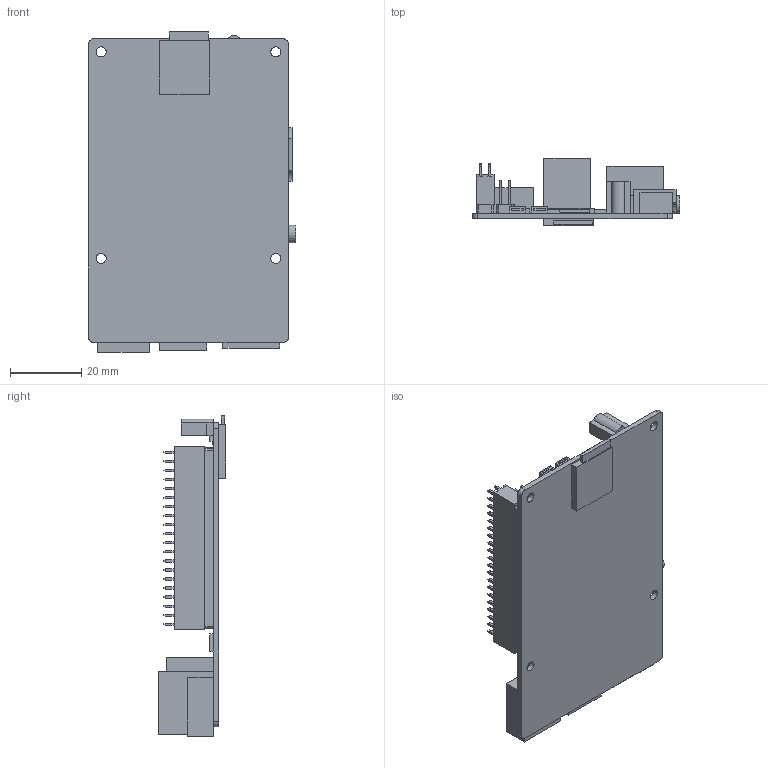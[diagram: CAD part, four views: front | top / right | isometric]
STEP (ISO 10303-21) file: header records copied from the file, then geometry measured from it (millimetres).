
FILE_DESCRIPTION(/* description */ (''),/* implementation_level */ '2;1');
FILE_NAME(/* name */ 'Rock64.step',/* time_stamp */ '2019-07-22T13:01:57+01:00',/* author */ (''),/* organization */ (''),/* preprocessor_version */ 'ST-DEVELOPER v18',/* originating_system */ 'Autodesk Translation Framework v8.2.0.1029',/* authorisation */ '');
FILE_SCHEMA (('AUTOMOTIVE_DESIGN { 1 0 10303 214 3 1 1 }'));
Length unit declared in the file: millimetre
Products named in the file (2): Rock64; 40 pin Header
Assembly tree (1 placements, depth 2):
  Rock64
    40 pin Header
Bounding box: 58.15 x 19 x 89.95 mm (x, y, z)
Volume: 19534.6 mm3; surface area: 22974.7 mm2
Topology: 7 solids, 7 shells, 1566 faces, 3979 edges, 2596 vertices
Faces by surface type: plane 1469, cylinder 97
Full cylindrical faces by diameter (mm): 1 x1, 2.8 x4, 3.5 x1, 4.2 x1, 5 x1
Entity records: 47397 total; most frequent: CARTESIAN_POINT 8145, ORIENTED_EDGE 7960, DIRECTION 7317, EDGE_CURVE 3980, LINE 3781, VECTOR 3781, VERTEX_POINT 2596, AXIS2_PLACEMENT_3D 1768
